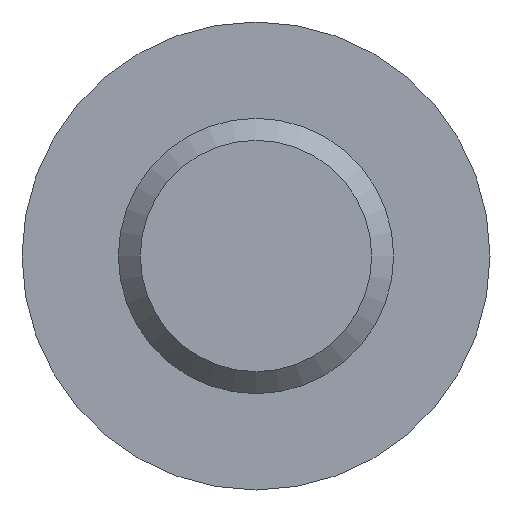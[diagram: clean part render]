
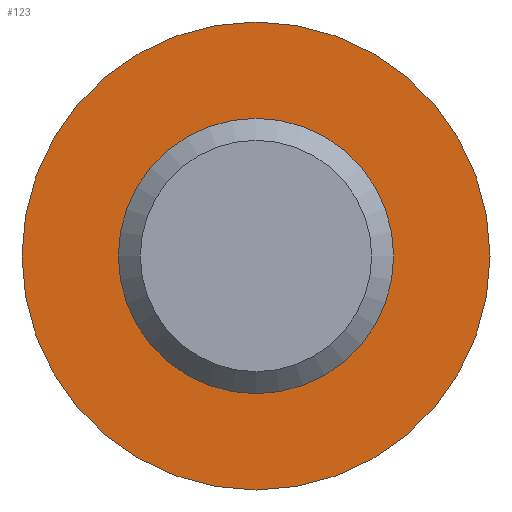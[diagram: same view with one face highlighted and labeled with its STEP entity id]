
A CAD part, front view. The second image highlights one B-rep face of the part: STEP entity #123.
In plain terms, the highlighted planar face has unit normal (0, -1, 0).
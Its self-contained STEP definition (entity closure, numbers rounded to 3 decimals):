
#15 = AXIS2_PLACEMENT_3D ( 'NONE', #24, #532, #207 ) ;
#24 = CARTESIAN_POINT ( 'NONE',  ( 0., 50., 0. ) ) ;
#34 = CARTESIAN_POINT ( 'NONE',  ( 0., 50., -4.25 ) ) ;
#76 = FACE_BOUND ( 'NONE', #303, .T. ) ;
#77 = VERTEX_POINT ( 'NONE', #34 ) ;
#82 = AXIS2_PLACEMENT_3D ( 'NONE', #309, #527, #268 ) ;
#84 = CIRCLE ( 'NONE', #15, 4.25 ) ;
#123 = ADVANCED_FACE ( 'NONE', ( #76, #251 ), #212, .F. ) ;
#165 = DIRECTION ( 'NONE',  ( 0., 0., 1. ) ) ;
#167 = CIRCLE ( 'NONE', #82, 2.5 ) ;
#207 = DIRECTION ( 'NONE',  ( 0., 0., -1. ) ) ;
#212 = PLANE ( 'NONE',  #265 ) ;
#218 = EDGE_LOOP ( 'NONE', ( #344 ) ) ;
#251 = FACE_OUTER_BOUND ( 'NONE', #218, .T. ) ;
#265 = AXIS2_PLACEMENT_3D ( 'NONE', #375, #540, #165 ) ;
#268 = DIRECTION ( 'NONE',  ( 0., 0., -1. ) ) ;
#295 = VERTEX_POINT ( 'NONE', #467 ) ;
#303 = EDGE_LOOP ( 'NONE', ( #491 ) ) ;
#309 = CARTESIAN_POINT ( 'NONE',  ( 0., 50., 0. ) ) ;
#344 = ORIENTED_EDGE ( 'NONE', *, *, #530, .T. ) ;
#375 = CARTESIAN_POINT ( 'NONE',  ( -2.5, 50., 0. ) ) ;
#467 = CARTESIAN_POINT ( 'NONE',  ( 0., 50., -2.5 ) ) ;
#491 = ORIENTED_EDGE ( 'NONE', *, *, #508, .F. ) ;
#508 = EDGE_CURVE ( 'NONE', #295, #295, #167, .T. ) ;
#527 = DIRECTION ( 'NONE',  ( 0., -1., 0. ) ) ;
#530 = EDGE_CURVE ( 'NONE', #77, #77, #84, .T. ) ;
#532 = DIRECTION ( 'NONE',  ( 0., -1., 0. ) ) ;
#540 = DIRECTION ( 'NONE',  ( 0., 1., 0. ) ) ;
